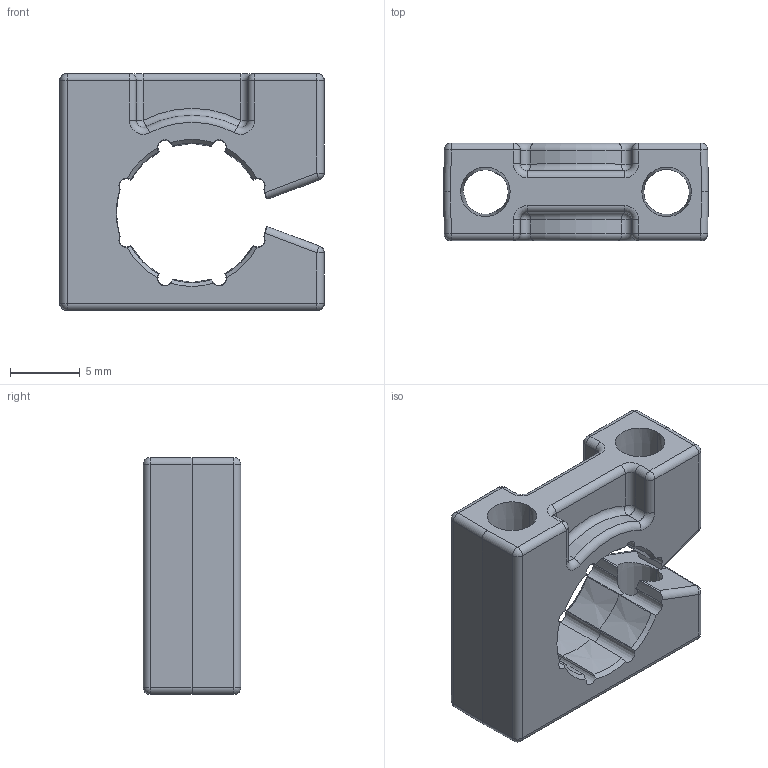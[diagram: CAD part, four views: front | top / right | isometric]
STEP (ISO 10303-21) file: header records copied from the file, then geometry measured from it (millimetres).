
FILE_DESCRIPTION((''),'2;1');
FILE_NAME('DB008266_KLEMMTEIL_OM_SW0001','2015-11-30T',('hhuscher'),(''),'PRO/ENGINEER BY PARAMETRIC TECHNOLOGY CORPORATION, 2013050','PRO/ENGINEER BY PARAMETRIC TECHNOLOGY CORPORATION, 2013050','');
FILE_SCHEMA(('CONFIG_CONTROL_DESIGN'));
Length unit declared in the file: millimetre
Products named in the file (1): DB008266_KLEMMTEIL_OM_SW0001
Bounding box: 19 x 7 x 17 mm (x, y, z)
Surface area: 1430.3 mm2 (no closed solid volume)
Topology: 0 solids, 1 shells, 182 faces, 437 edges, 253 vertices
Faces by surface type: cone 54, plane 48, cylinder 48, sphere 20, torus 12
Entity records: 6875 total; most frequent: CARTESIAN_POINT 1439, ORIENTED_EDGE 874, DIRECTION 849, EDGE_CURVE 437, AXIS2_PLACEMENT_3D 352, VERTEX_POINT 253, EDGE_LOOP 186, FACE_OUTER_BOUND 182
